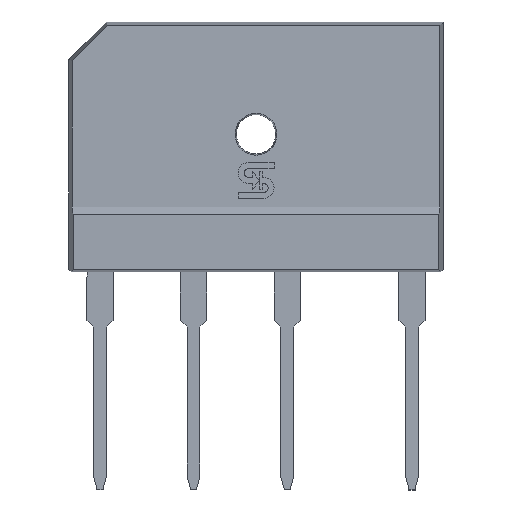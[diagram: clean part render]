
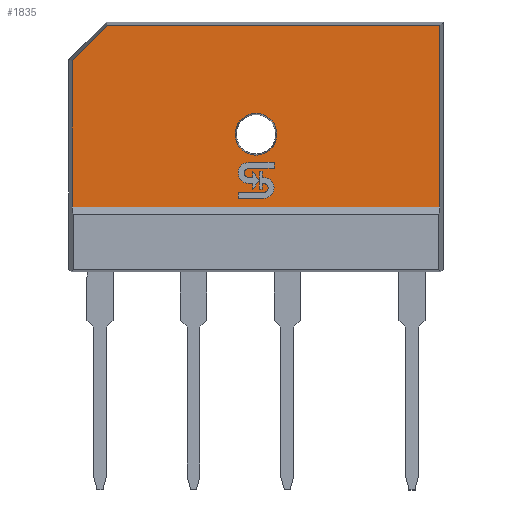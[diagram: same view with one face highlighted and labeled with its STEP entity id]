
A CAD part, top view. The second image highlights one B-rep face of the part: STEP entity #1835.
In plain terms, the highlighted face is planar.
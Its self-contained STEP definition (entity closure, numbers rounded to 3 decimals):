
#32=FACE_BOUND('',#224,.T.);
#35=CIRCLE('',#2003,1.675);
#123=FACE_OUTER_BOUND('',#223,.T.);
#223=EDGE_LOOP('',(#1475,#1476,#1477,#1478,#1479));
#224=EDGE_LOOP('',(#1480));
#420=LINE('',#2856,#663);
#421=LINE('',#2859,#664);
#422=LINE('',#2861,#665);
#423=LINE('',#2863,#666);
#424=LINE('',#2864,#667);
#663=VECTOR('',#2335,4.022);
#664=VECTOR('',#2338,11.741);
#665=VECTOR('',#2339,29.466);
#666=VECTOR('',#2340,14.585);
#667=VECTOR('',#2341,26.623);
#855=VERTEX_POINT('',#2852);
#856=VERTEX_POINT('',#2854);
#857=VERTEX_POINT('',#2858);
#858=VERTEX_POINT('',#2860);
#859=VERTEX_POINT('',#2862);
#860=VERTEX_POINT('',#2865);
#1073=EDGE_CURVE('',#855,#856,#420,.T.);
#1074=EDGE_CURVE('',#856,#857,#421,.T.);
#1075=EDGE_CURVE('',#858,#857,#422,.T.);
#1076=EDGE_CURVE('',#858,#859,#423,.T.);
#1077=EDGE_CURVE('',#859,#855,#424,.T.);
#1078=EDGE_CURVE('',#860,#860,#35,.T.);
#1475=ORIENTED_EDGE('',*,*,#1073,.T.);
#1476=ORIENTED_EDGE('',*,*,#1074,.T.);
#1477=ORIENTED_EDGE('',*,*,#1075,.F.);
#1478=ORIENTED_EDGE('',*,*,#1076,.T.);
#1479=ORIENTED_EDGE('',*,*,#1077,.T.);
#1480=ORIENTED_EDGE('',*,*,#1078,.T.);
#1740=PLANE('',#2002);
#1835=ADVANCED_FACE('',(#123,#32),#1740,.T.);
#2002=AXIS2_PLACEMENT_3D('',#2857,#2336,#2337);
#2003=AXIS2_PLACEMENT_3D('',#2866,#2342,#2343);
#2335=DIRECTION('',(-0.707,0.,-0.707));
#2336=DIRECTION('center_axis',(0.,-1.,0.));
#2337=DIRECTION('ref_axis',(0.,0.,-1.));
#2338=DIRECTION('',(0.,0.,-1.));
#2339=DIRECTION('',(-1.,0.,0.));
#2340=DIRECTION('',(0.,0.,1.));
#2341=DIRECTION('',(-1.,0.,0.));
#2342=DIRECTION('center_axis',(0.,1.,0.));
#2343=DIRECTION('ref_axis',(-1.,0.,0.));
#2852=CARTESIAN_POINT('',(-26.889,-3.65,-0.267));
#2854=CARTESIAN_POINT('',(-29.733,-3.65,-3.111));
#2856=CARTESIAN_POINT('',(-26.889,-3.65,-0.267));
#2857=CARTESIAN_POINT('Origin',(0.,-3.65,-0.267));
#2858=CARTESIAN_POINT('',(-29.733,-3.65,-14.852));
#2859=CARTESIAN_POINT('',(-29.733,-3.65,-3.111));
#2860=CARTESIAN_POINT('',(-0.267,-3.65,-14.852));
#2861=CARTESIAN_POINT('',(-0.267,-3.65,-14.852));
#2862=CARTESIAN_POINT('',(-0.267,-3.65,-0.267));
#2863=CARTESIAN_POINT('',(-0.267,-3.65,-14.852));
#2864=CARTESIAN_POINT('',(-0.267,-3.65,-0.267));
#2865=CARTESIAN_POINT('',(-13.325,-3.65,-9.));
#2866=CARTESIAN_POINT('Origin',(-15.,-3.65,-9.));
